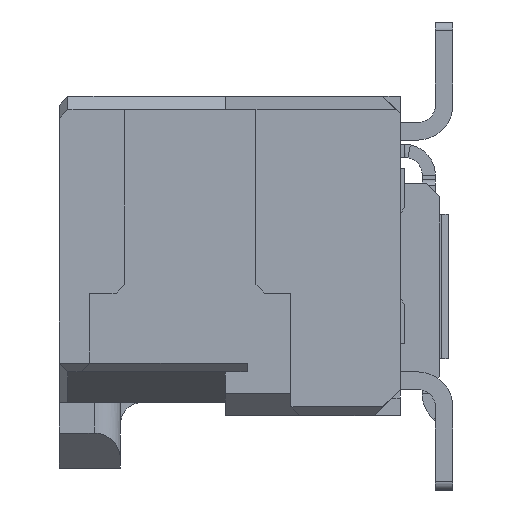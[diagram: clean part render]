
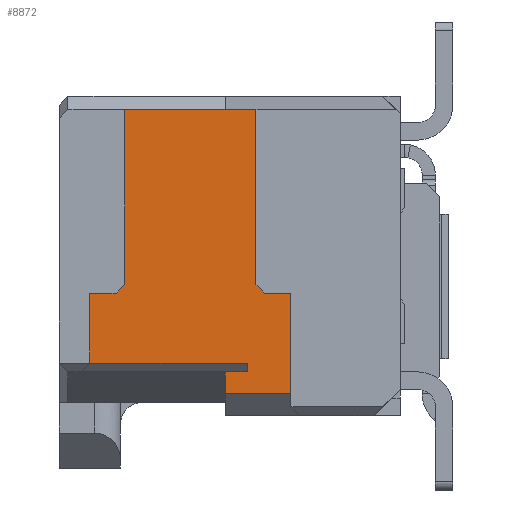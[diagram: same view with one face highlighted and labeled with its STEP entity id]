
A CAD part, left-side view. The second image highlights one B-rep face of the part: STEP entity #8872.
In plain terms, the highlighted planar face has unit normal (-1, 0, 0).
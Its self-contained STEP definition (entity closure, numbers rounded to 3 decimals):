
#762 = VECTOR ( 'NONE', #109177, 1000. ) ;
#830 = CARTESIAN_POINT ( 'NONE',  ( -17.05, 3.9, -2.15 ) ) ;
#865 = ORIENTED_EDGE ( 'NONE', *, *, #75302, .F. ) ;
#4134 = ORIENTED_EDGE ( 'NONE', *, *, #78353, .T. ) ;
#4775 = VERTEX_POINT ( 'NONE', #29983 ) ;
#6135 = CARTESIAN_POINT ( 'NONE',  ( -17.05, 4., -3.05 ) ) ;
#8232 = CARTESIAN_POINT ( 'NONE',  ( -17.05, 1.7, -2.25 ) ) ;
#8872 = ADVANCED_FACE ( 'NONE', ( #101482 ), #82012, .T. ) ;
#10989 = CARTESIAN_POINT ( 'NONE',  ( -17.05, 2.1, -0.15 ) ) ;
#11464 = CARTESIAN_POINT ( 'NONE',  ( -17.05, 2.2, 0. ) ) ;
#13197 = DIRECTION ( 'NONE',  ( 0., 0., -1. ) ) ;
#13210 = CARTESIAN_POINT ( 'NONE',  ( -17.05, 1.8, -2.15 ) ) ;
#13468 = DIRECTION ( 'NONE',  ( 0., 0., -1. ) ) ;
#14243 = DIRECTION ( 'NONE',  ( 0., 0., -1. ) ) ;
#14464 = VECTOR ( 'NONE', #61504, 1000. ) ;
#15202 = CARTESIAN_POINT ( 'NONE',  ( -17.05, 3.9, -2.15 ) ) ;
#17354 = EDGE_CURVE ( 'NONE', #19204, #84160, #52127, .T. ) ;
#19204 = VERTEX_POINT ( 'NONE', #41776 ) ;
#20262 = EDGE_CURVE ( 'NONE', #33659, #43722, #90185, .T. ) ;
#20298 = VERTEX_POINT ( 'NONE', #40296 ) ;
#21706 = CARTESIAN_POINT ( 'NONE',  ( -17.05, 3.6, -0.85 ) ) ;
#23643 = DIRECTION ( 'NONE',  ( 0., 0.707, 0.707 ) ) ;
#24108 = LINE ( 'NONE', #15202, #58916 ) ;
#25298 = LINE ( 'NONE', #26613, #762 ) ;
#25346 = CARTESIAN_POINT ( 'NONE',  ( -17.05, 3.6, -0.15 ) ) ;
#26017 = CARTESIAN_POINT ( 'NONE',  ( -17.05, 1.6, -3.4 ) ) ;
#26257 = CARTESIAN_POINT ( 'NONE',  ( -17.05, 2.2, -3.05 ) ) ;
#26613 = CARTESIAN_POINT ( 'NONE',  ( -17.05, 2.45, -3.15 ) ) ;
#26953 = LINE ( 'NONE', #26017, #37153 ) ;
#27864 = VECTOR ( 'NONE', #100349, 1000. ) ;
#28899 = CARTESIAN_POINT ( 'NONE',  ( -17.05, 4., -3.65 ) ) ;
#29182 = VECTOR ( 'NONE', #68725, 1000. ) ;
#29983 = CARTESIAN_POINT ( 'NONE',  ( -17.05, 4., -2.25 ) ) ;
#32240 = EDGE_CURVE ( 'NONE', #113898, #20298, #100668, .T. ) ;
#33623 = VERTEX_POINT ( 'NONE', #35865 ) ;
#33659 = VERTEX_POINT ( 'NONE', #25346 ) ;
#34648 = CARTESIAN_POINT ( 'NONE',  ( -17.05, 2.2, -3.15 ) ) ;
#35865 = CARTESIAN_POINT ( 'NONE',  ( -17.05, 2.1, -0.85 ) ) ;
#36082 = CARTESIAN_POINT ( 'NONE',  ( -17.05, 1.8, 0. ) ) ;
#36456 = EDGE_CURVE ( 'NONE', #53106, #4775, #24108, .T. ) ;
#37153 = VECTOR ( 'NONE', #119041, 1000. ) ;
#38198 = ORIENTED_EDGE ( 'NONE', *, *, #32240, .T. ) ;
#38656 = EDGE_CURVE ( 'NONE', #41673, #53106, #77293, .T. ) ;
#38734 = DIRECTION ( 'NONE',  ( 0., 1., 0. ) ) ;
#39587 = CARTESIAN_POINT ( 'NONE',  ( -17.05, 3.9, 0. ) ) ;
#40296 = CARTESIAN_POINT ( 'NONE',  ( -17.05, 1.8, -2.15 ) ) ;
#40653 = ORIENTED_EDGE ( 'NONE', *, *, #20262, .T. ) ;
#41444 = VERTEX_POINT ( 'NONE', #10989 ) ;
#41673 = VERTEX_POINT ( 'NONE', #115673 ) ;
#41776 = CARTESIAN_POINT ( 'NONE',  ( -17.05, 2.2, -3.05 ) ) ;
#41819 = EDGE_CURVE ( 'NONE', #50144, #64621, #25298, .T. ) ;
#43722 = VERTEX_POINT ( 'NONE', #107634 ) ;
#44830 = CARTESIAN_POINT ( 'NONE',  ( -17.05, 3.9, -0.15 ) ) ;
#45158 = DIRECTION ( 'NONE',  ( -1., 0., 0. ) ) ;
#45297 = LINE ( 'NONE', #36082, #119101 ) ;
#46301 = VECTOR ( 'NONE', #14243, 1000. ) ;
#46368 = CARTESIAN_POINT ( 'NONE',  ( -17.05, 1.7, -3.4 ) ) ;
#47307 = VERTEX_POINT ( 'NONE', #46368 ) ;
#47789 = ORIENTED_EDGE ( 'NONE', *, *, #83599, .T. ) ;
#48370 = VECTOR ( 'NONE', #104340, 1000. ) ;
#48868 = LINE ( 'NONE', #115370, #86440 ) ;
#49473 = ORIENTED_EDGE ( 'NONE', *, *, #73199, .T. ) ;
#49622 = ORIENTED_EDGE ( 'NONE', *, *, #38656, .T. ) ;
#50034 = CARTESIAN_POINT ( 'NONE',  ( -17.05, 3.6, -0.15 ) ) ;
#50046 = VERTEX_POINT ( 'NONE', #85627 ) ;
#50144 = VERTEX_POINT ( 'NONE', #86005 ) ;
#50544 = CARTESIAN_POINT ( 'NONE',  ( -17.05, 2.1, -0.15 ) ) ;
#50737 = VECTOR ( 'NONE', #102173, 1000. ) ;
#51411 = EDGE_CURVE ( 'NONE', #33623, #41444, #91463, .T. ) ;
#52127 = LINE ( 'NONE', #11464, #46301 ) ;
#52594 = VECTOR ( 'NONE', #13197, 1000. ) ;
#53106 = VERTEX_POINT ( 'NONE', #830 ) ;
#53320 = ORIENTED_EDGE ( 'NONE', *, *, #117326, .T. ) ;
#53383 = CARTESIAN_POINT ( 'NONE',  ( -17.05, 5.986, -3.15 ) ) ;
#53475 = ORIENTED_EDGE ( 'NONE', *, *, #41819, .F. ) ;
#53569 = VECTOR ( 'NONE', #38734, 1000. ) ;
#53692 = CARTESIAN_POINT ( 'NONE',  ( -17.05, 3.9, 0. ) ) ;
#54353 = EDGE_CURVE ( 'NONE', #64621, #84160, #85399, .T. ) ;
#55043 = EDGE_CURVE ( 'NONE', #105283, #4775, #104231, .T. ) ;
#56790 = ORIENTED_EDGE ( 'NONE', *, *, #90833, .T. ) ;
#57348 = ORIENTED_EDGE ( 'NONE', *, *, #36456, .T. ) ;
#58916 = VECTOR ( 'NONE', #117077, 1000. ) ;
#60445 = ORIENTED_EDGE ( 'NONE', *, *, #72123, .F. ) ;
#60634 = DIRECTION ( 'NONE',  ( 0., 0., 1. ) ) ;
#61504 = DIRECTION ( 'NONE',  ( 0., -1., 0. ) ) ;
#64621 = VERTEX_POINT ( 'NONE', #117358 ) ;
#64910 = LINE ( 'NONE', #44830, #66314 ) ;
#66314 = VECTOR ( 'NONE', #82479, 1000. ) ;
#66338 = ORIENTED_EDGE ( 'NONE', *, *, #17354, .T. ) ;
#68725 = DIRECTION ( 'NONE',  ( 0., 1., 0. ) ) ;
#70308 = CARTESIAN_POINT ( 'NONE',  ( -17.05, 2.1, -0.85 ) ) ;
#72123 = EDGE_CURVE ( 'NONE', #50046, #20298, #45297, .T. ) ;
#73199 = EDGE_CURVE ( 'NONE', #50046, #33623, #91415, .T. ) ;
#75302 = EDGE_CURVE ( 'NONE', #113898, #47307, #48868, .T. ) ;
#75750 = LINE ( 'NONE', #26257, #27864 ) ;
#77293 = LINE ( 'NONE', #39587, #48370 ) ;
#78353 = EDGE_CURVE ( 'NONE', #41444, #33659, #64910, .T. ) ;
#82012 = PLANE ( 'NONE',  #82372 ) ;
#82372 = AXIS2_PLACEMENT_3D ( 'NONE', #53692, #45158, #101436 ) ;
#82479 = DIRECTION ( 'NONE',  ( 0., 1., 0. ) ) ;
#83599 = EDGE_CURVE ( 'NONE', #105283, #19204, #75750, .T. ) ;
#84160 = VERTEX_POINT ( 'NONE', #34648 ) ;
#85399 = LINE ( 'NONE', #53383, #14464 ) ;
#85627 = CARTESIAN_POINT ( 'NONE',  ( -17.05, 1.8, -0.85 ) ) ;
#86005 = CARTESIAN_POINT ( 'NONE',  ( -17.05, 2.45, -3.4 ) ) ;
#86440 = VECTOR ( 'NONE', #13468, 1000. ) ;
#89954 = VECTOR ( 'NONE', #60634, 1000. ) ;
#90185 = LINE ( 'NONE', #50034, #52594 ) ;
#90833 = EDGE_CURVE ( 'NONE', #50144, #47307, #26953, .T. ) ;
#91152 = DIRECTION ( 'NONE',  ( 0., 0., -1. ) ) ;
#91415 = LINE ( 'NONE', #70308, #29182 ) ;
#91463 = LINE ( 'NONE', #50544, #89954 ) ;
#92930 = EDGE_LOOP ( 'NONE', ( #66338, #98629, #53475, #56790, #865, #38198, #60445, #49473, #115160, #4134, #40653, #53320, #49622, #57348, #110196, #47789 ) ) ;
#98629 = ORIENTED_EDGE ( 'NONE', *, *, #54353, .F. ) ;
#100349 = DIRECTION ( 'NONE',  ( 0., -1., 0. ) ) ;
#100668 = LINE ( 'NONE', #13210, #116501 ) ;
#101436 = DIRECTION ( 'NONE',  ( 0., 0., 1. ) ) ;
#101482 = FACE_OUTER_BOUND ( 'NONE', #92930, .T. ) ;
#102173 = DIRECTION ( 'NONE',  ( 0., 0., 1. ) ) ;
#104231 = LINE ( 'NONE', #28899, #50737 ) ;
#104340 = DIRECTION ( 'NONE',  ( 0., 0., -1. ) ) ;
#105283 = VERTEX_POINT ( 'NONE', #6135 ) ;
#107634 = CARTESIAN_POINT ( 'NONE',  ( -17.05, 3.6, -0.85 ) ) ;
#109177 = DIRECTION ( 'NONE',  ( 0., 0., 1. ) ) ;
#110196 = ORIENTED_EDGE ( 'NONE', *, *, #55043, .F. ) ;
#113898 = VERTEX_POINT ( 'NONE', #8232 ) ;
#114381 = LINE ( 'NONE', #21706, #53569 ) ;
#115160 = ORIENTED_EDGE ( 'NONE', *, *, #51411, .T. ) ;
#115370 = CARTESIAN_POINT ( 'NONE',  ( -17.05, 1.7, -3.65 ) ) ;
#115673 = CARTESIAN_POINT ( 'NONE',  ( -17.05, 3.9, -0.85 ) ) ;
#116501 = VECTOR ( 'NONE', #23643, 1000. ) ;
#117077 = DIRECTION ( 'NONE',  ( 0., 0.707, -0.707 ) ) ;
#117326 = EDGE_CURVE ( 'NONE', #43722, #41673, #114381, .T. ) ;
#117358 = CARTESIAN_POINT ( 'NONE',  ( -17.05, 2.45, -3.15 ) ) ;
#119041 = DIRECTION ( 'NONE',  ( 0., -1., 0. ) ) ;
#119101 = VECTOR ( 'NONE', #91152, 1000. ) ;
